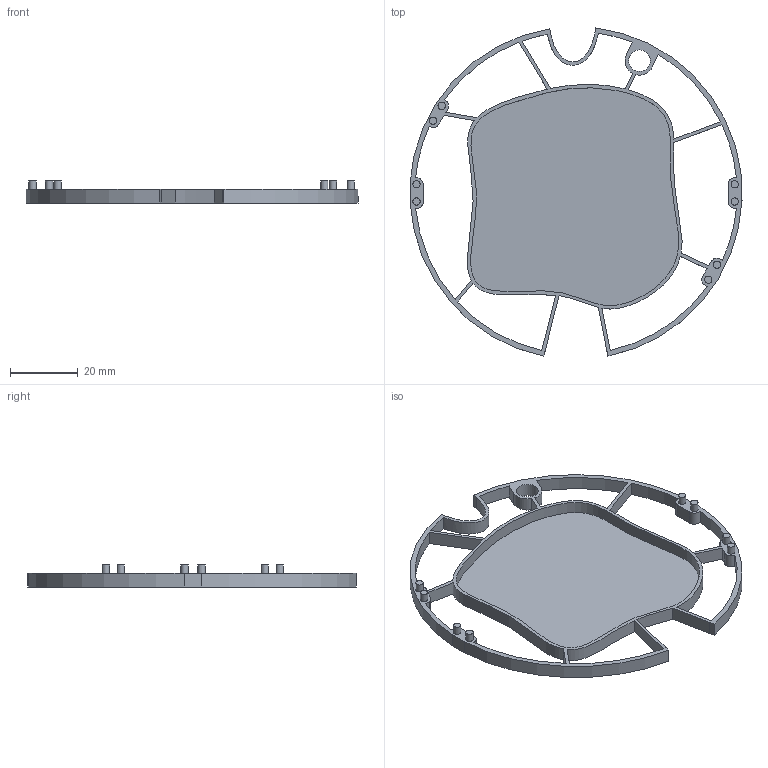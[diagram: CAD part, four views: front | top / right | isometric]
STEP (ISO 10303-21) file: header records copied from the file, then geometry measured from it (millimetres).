
FILE_DESCRIPTION(/* description */ (''),/* implementation_level */ '2;1');
FILE_NAME(/* name */ 'Sketching2025badge_backing v13.step',/* time_stamp */ '2025-09-29T10:46:08-07:00',/* author */ (''),/* organization */ (''),/* preprocessor_version */ 'ST-DEVELOPER v20.1',/* originating_system */ 'Autodesk Translation Framework v14.17.0.0',/* authorisation */ '');
FILE_SCHEMA (('AUTOMOTIVE_DESIGN { 1 0 10303 214 3 1 1 }'));
Length unit declared in the file: millimetre
Products named in the file (1): Sketching2025badge_backing
Bounding box: 97.88 x 96.74 x 6.5 mm (x, y, z)
Volume: 5377.1 mm3; surface area: 13515 mm2
Topology: 1 solids, 1 shells, 97 faces, 258 edges, 172 vertices
Faces by surface type: plane 43, cylinder 42, bspline 12
Full cylindrical faces by diameter (mm): 2.15 x7, 2.2 x1, 6.4 x1
Entity records: 5022 total; most frequent: CARTESIAN_POINT 2584, ORIENTED_EDGE 516, DIRECTION 470, EDGE_CURVE 258, VERTEX_POINT 172, AXIS2_PLACEMENT_3D 170, LINE 130, VECTOR 130
